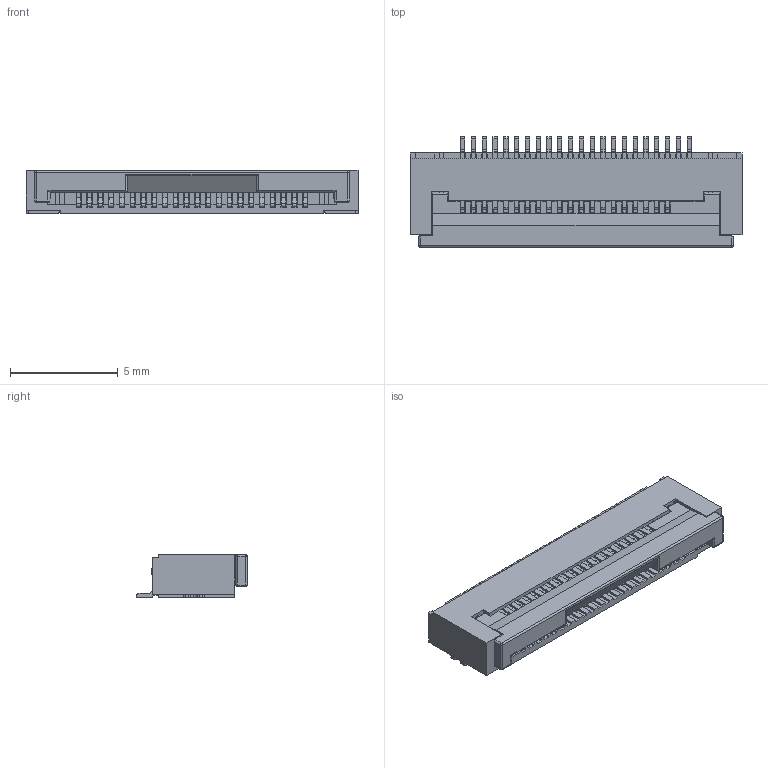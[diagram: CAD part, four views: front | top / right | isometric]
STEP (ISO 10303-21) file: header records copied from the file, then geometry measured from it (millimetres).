
FILE_DESCRIPTION (( 'STEP AP214' ), '1' );
FILE_NAME ('FPC-05F-22PH20.STEP', '2022-03-16T15:34:21', ( '' ), ( '' ), 'SwSTEP 2.0', 'SolidWorks 2017', '' );
FILE_SCHEMA (( 'AUTOMOTIVE_DESIGN' ));
Length unit declared in the file: millimetre
Products named in the file (4): FPC-SMD_22P-P0.50_FPC-05F-22PH20; COMPOUND_2; U1; FPC-05F-22PH20
Assembly tree (3 placements, depth 4):
  FPC-05F-22PH20
    U1
      FPC-SMD_22P-P0.50_FPC-05F-22PH20
        COMPOUND_2
Bounding box: 15.4 x 5.12 x 2 mm (x, y, z)
Volume: 87 mm3; surface area: 671.2 mm2
Topology: 26 solids, 26 shells, 1069 faces, 3160 edges, 2090 vertices
Faces by surface type: plane 902, cylinder 147, bspline 20
Entity records: 48174 total; most frequent: CARTESIAN_POINT 7351, ORIENTED_EDGE 6304, DIRECTION 5504, EDGE_CURVE 3152, LINE 2842, VECTOR 2842, VERTEX_POINT 2090, AXIS2_PLACEMENT_3D 1331
